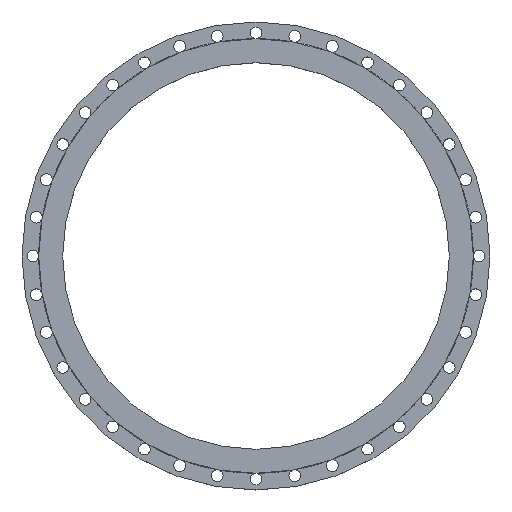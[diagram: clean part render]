
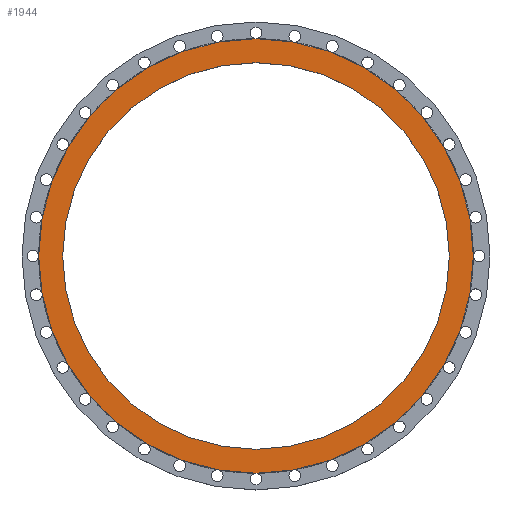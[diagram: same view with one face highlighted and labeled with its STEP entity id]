
A CAD part, top view. The second image highlights one B-rep face of the part: STEP entity #1944.
In plain terms, the highlighted planar face has unit normal (0, 0, 1).
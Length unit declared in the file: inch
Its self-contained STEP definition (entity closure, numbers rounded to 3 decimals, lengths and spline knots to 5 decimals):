
#65 = VERTEX_POINT ( 'NONE', #1550 ) ;
#113 = VERTEX_POINT ( 'NONE', #1610 ) ;
#173 = FACE_OUTER_BOUND ( 'NONE', #620, .T. ) ;
#247 = PLANE ( 'NONE',  #3153 ) ;
#317 = CIRCLE ( 'NONE', #996, 16.625 ) ;
#382 = DIRECTION ( 'NONE',  ( 0., 0., 1. ) ) ;
#534 = DIRECTION ( 'NONE',  ( 0., 0., 1. ) ) ;
#555 = AXIS2_PLACEMENT_3D ( 'NONE', #3138, #534, #2840 ) ;
#620 = EDGE_LOOP ( 'NONE', ( #3258, #2757 ) ) ;
#634 = ORIENTED_EDGE ( 'NONE', *, *, #3321, .F. ) ;
#996 = AXIS2_PLACEMENT_3D ( 'NONE', #3708, #1688, #2235 ) ;
#1064 = VERTEX_POINT ( 'NONE', #2816 ) ;
#1084 = AXIS2_PLACEMENT_3D ( 'NONE', #2686, #382, #3002 ) ;
#1308 = DIRECTION ( 'NONE',  ( 1., 0., 0. ) ) ;
#1325 = CARTESIAN_POINT ( 'NONE',  ( 0., 0., 0. ) ) ;
#1341 = DIRECTION ( 'NONE',  ( -1., 0., 0. ) ) ;
#1423 = EDGE_LOOP ( 'NONE', ( #634, #2628 ) ) ;
#1424 = CARTESIAN_POINT ( 'NONE',  ( 0., 16.625, 0. ) ) ;
#1550 = CARTESIAN_POINT ( 'NONE',  ( 18.6875, 0., 0. ) ) ;
#1610 = CARTESIAN_POINT ( 'NONE',  ( 16.625, 0., 0. ) ) ;
#1688 = DIRECTION ( 'NONE',  ( 0., 0., 1. ) ) ;
#1839 = VERTEX_POINT ( 'NONE', #2219 ) ;
#1846 = DIRECTION ( 'NONE',  ( 0., 0., 1. ) ) ;
#1944 = ADVANCED_FACE ( 'NONE', ( #1992, #173 ), #247, .F. ) ;
#1992 = FACE_BOUND ( 'NONE', #1423, .T. ) ;
#2219 = CARTESIAN_POINT ( 'NONE',  ( -18.6875, 0., 0. ) ) ;
#2235 = DIRECTION ( 'NONE',  ( 1., 0., 0. ) ) ;
#2577 = DIRECTION ( 'NONE',  ( 0., 0., -1. ) ) ;
#2628 = ORIENTED_EDGE ( 'NONE', *, *, #2723, .F. ) ;
#2686 = CARTESIAN_POINT ( 'NONE',  ( 0., 0., 0. ) ) ;
#2721 = CIRCLE ( 'NONE', #1084, 18.6875 ) ;
#2723 = EDGE_CURVE ( 'NONE', #1064, #113, #3654, .T. ) ;
#2757 = ORIENTED_EDGE ( 'NONE', *, *, #3534, .T. ) ;
#2816 = CARTESIAN_POINT ( 'NONE',  ( -16.625, 0., 0. ) ) ;
#2840 = DIRECTION ( 'NONE',  ( 1., 0., 0. ) ) ;
#3002 = DIRECTION ( 'NONE',  ( 1., 0., 0. ) ) ;
#3138 = CARTESIAN_POINT ( 'NONE',  ( 0., 0., 0. ) ) ;
#3153 = AXIS2_PLACEMENT_3D ( 'NONE', #1424, #2577, #1341 ) ;
#3258 = ORIENTED_EDGE ( 'NONE', *, *, #3587, .T. ) ;
#3321 = EDGE_CURVE ( 'NONE', #113, #1064, #317, .T. ) ;
#3327 = CIRCLE ( 'NONE', #3507, 18.6875 ) ;
#3507 = AXIS2_PLACEMENT_3D ( 'NONE', #1325, #1846, #1308 ) ;
#3534 = EDGE_CURVE ( 'NONE', #1839, #65, #3327, .T. ) ;
#3587 = EDGE_CURVE ( 'NONE', #65, #1839, #2721, .T. ) ;
#3654 = CIRCLE ( 'NONE', #555, 16.625 ) ;
#3708 = CARTESIAN_POINT ( 'NONE',  ( 0., 0., 0. ) ) ;
